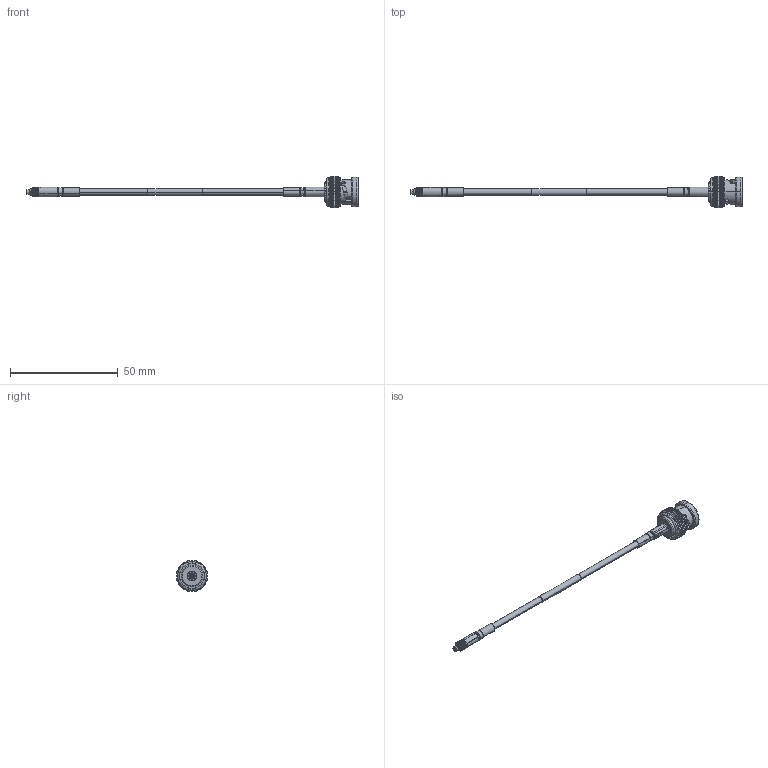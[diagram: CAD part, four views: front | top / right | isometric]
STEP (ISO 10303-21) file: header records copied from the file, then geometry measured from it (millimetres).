
FILE_DESCRIPTION (( 'STEP AP214' ), '1' );
FILE_NAME ('FMCA3169-0001_3D.step', '2023-05-01T21:40:45', ( '' ), ( '' ), 'SwSTEP 2.0', 'SolidWorks 2022', '' );
FILE_SCHEMA (( 'AUTOMOTIVE_DESIGN' ));
Length unit declared in the file: inch
Products named in the file (5): FMCA3169-0001_3D; PE45045 ¦ SC6031_CRIMPED; CA-100-MA1_.75" LENGTH; LMR-100A-PVC-FM_5 INCH CABLE WITH LABEL; SC9513_CRIMPED
Assembly tree (5 placements, depth 2):
  FMCA3169-0001_3D
    LMR-100A-PVC-FM_5 INCH CABLE WITH LABEL
    SC9513_CRIMPED
    PE45045 ¦ SC6031_CRIMPED
    CA-100-MA1_.75" LENGTH  x2
Bounding box: 154.39 x 14.46 x 14.46 mm (x, y, z)
Volume: 2557 mm3; surface area: 4675.3 mm2
Topology: 8 solids, 9 shells, 3056 faces, 6613 edges, 3601 vertices
Faces by surface type: bspline 2028, cylinder 638, plane 214, cone 156, torus 20
Entity records: 105914 total; most frequent: CARTESIAN_POINT 62126, ORIENTED_EDGE 13138, EDGE_CURVE 6569, DIRECTION 3801, VERTEX_POINT 3577, EDGE_LOOP 3070, FACE_OUTER_BOUND 3034, ADVANCED_FACE 3034
